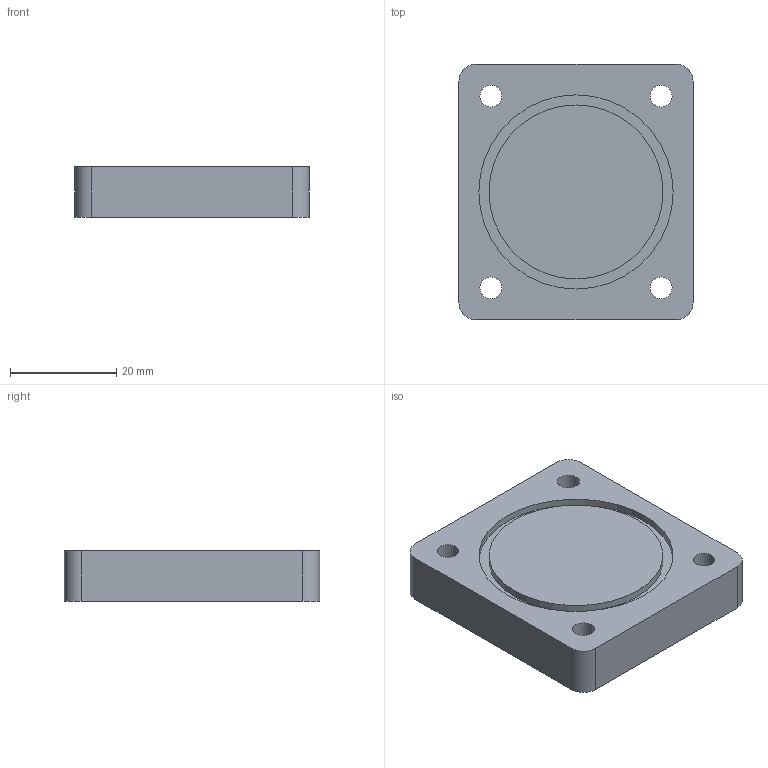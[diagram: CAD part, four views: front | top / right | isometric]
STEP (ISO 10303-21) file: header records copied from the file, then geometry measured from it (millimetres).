
FILE_DESCRIPTION((''),'2;1');
FILE_NAME('6080-127 Light Insert Blank-Off 082908.stp','2008-08-29T13:20:45',('tmk'),(''),'Autodesk Inventor 11','Autodesk Inventor 11','');
FILE_SCHEMA(('AUTOMOTIVE_DESIGN { 1 0 10303 214 1 1 1 1 }'));
Length unit declared in the file: millimetre
Products named in the file (1): 6080-127 Light Insert Blank-Off
Bounding box: 44 x 48 x 9.5 mm (x, y, z)
Volume: 18777.2 mm3; surface area: 6729.4 mm2
Topology: 1 solids, 1 shells, 26 faces, 54 edges, 36 vertices
Faces by surface type: cylinder 14, plane 12
Full cylindrical faces by diameter (mm): 4.1 x4, 7.1 x4, 32.68 x1, 36.5 x1
Entity records: 695 total; most frequent: DIRECTION 126, CARTESIAN_POINT 107, ORIENTED_EDGE 88, AXIS2_PLACEMENT_3D 55, EDGE_LOOP 50, EDGE_CURVE 44, VERTEX_POINT 36, CIRCLE 28
